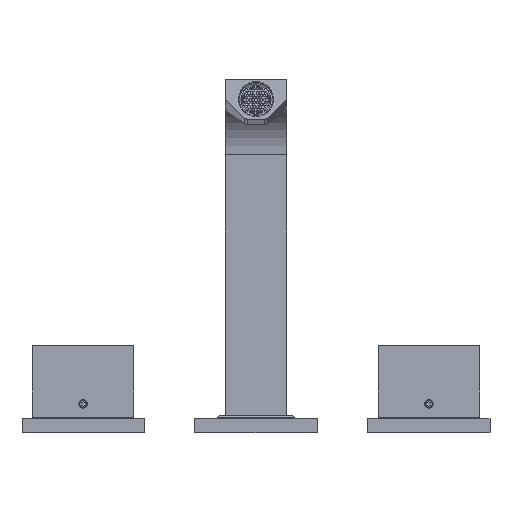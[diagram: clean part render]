
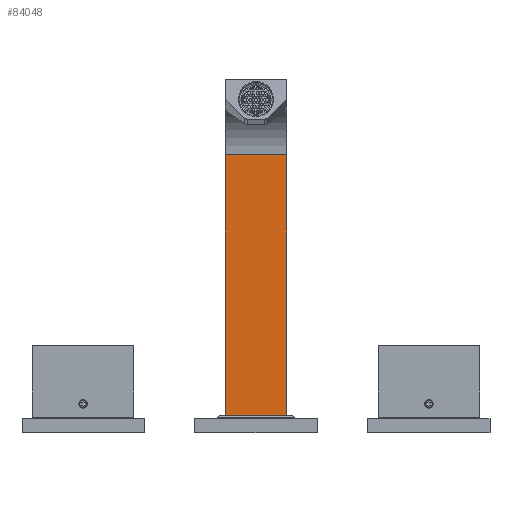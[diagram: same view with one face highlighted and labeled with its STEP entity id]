
A CAD part, front view. The second image highlights one B-rep face of the part: STEP entity #84048.
In plain terms, the highlighted planar face has unit normal (0, -1, 0).
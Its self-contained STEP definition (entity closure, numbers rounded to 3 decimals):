
#28041=DIRECTION('',(0.,0.,1.));
#28042=VECTOR('',#28041,128.231);
#28043=CARTESIAN_POINT('',(15.,-5.,99.5));
#28044=LINE('',#28043,#28042);
#28050=DIRECTION('',(1.,0.,0.));
#28051=VECTOR('',#28050,30.);
#28052=CARTESIAN_POINT('',(-15.,-5.,99.5));
#28053=LINE('',#28052,#28051);
#28054=DIRECTION('',(0.,0.,1.));
#28055=VECTOR('',#28054,128.231);
#28056=CARTESIAN_POINT('',(-15.,-5.,99.5));
#28057=LINE('',#28056,#28055);
#28164=DIRECTION('',(1.,0.,0.));
#28165=VECTOR('',#28164,30.);
#28166=CARTESIAN_POINT('',(-15.,-5.,227.731));
#28167=LINE('',#28166,#28165);
#48805=CARTESIAN_POINT('',(-15.,-5.,227.731));
#48806=CARTESIAN_POINT('',(15.,-5.,227.731));
#48807=VERTEX_POINT('',#48805);
#48808=VERTEX_POINT('',#48806);
#48977=CARTESIAN_POINT('',(-15.,-5.,99.5));
#48978=VERTEX_POINT('',#48977);
#48981=CARTESIAN_POINT('',(15.,-5.,99.5));
#48982=VERTEX_POINT('',#48981);
#84035=CARTESIAN_POINT('',(-15.,-5.,85.));
#84036=DIRECTION('',(0.,-1.,0.));
#84037=DIRECTION('',(1.,0.,0.));
#84038=AXIS2_PLACEMENT_3D('',#84035,#84036,#84037);
#84039=PLANE('',#84038);
#84040=ORIENTED_EDGE('',*,*,#83941,.F.);
#84042=ORIENTED_EDGE('',*,*,#84041,.T.);
#84044=ORIENTED_EDGE('',*,*,#84043,.T.);
#84045=ORIENTED_EDGE('',*,*,#84012,.F.);
#84046=EDGE_LOOP('',(#84040,#84042,#84044,#84045));
#84047=FACE_OUTER_BOUND('',#84046,.F.);
#84048=ADVANCED_FACE('',(#84047),#84039,.T.);
#83941=EDGE_CURVE('',#48978,#48982,#28053,.T.);
#84012=EDGE_CURVE('',#48982,#48808,#28044,.T.);
#84041=EDGE_CURVE('',#48978,#48807,#28057,.T.);
#84043=EDGE_CURVE('',#48807,#48808,#28167,.T.);
